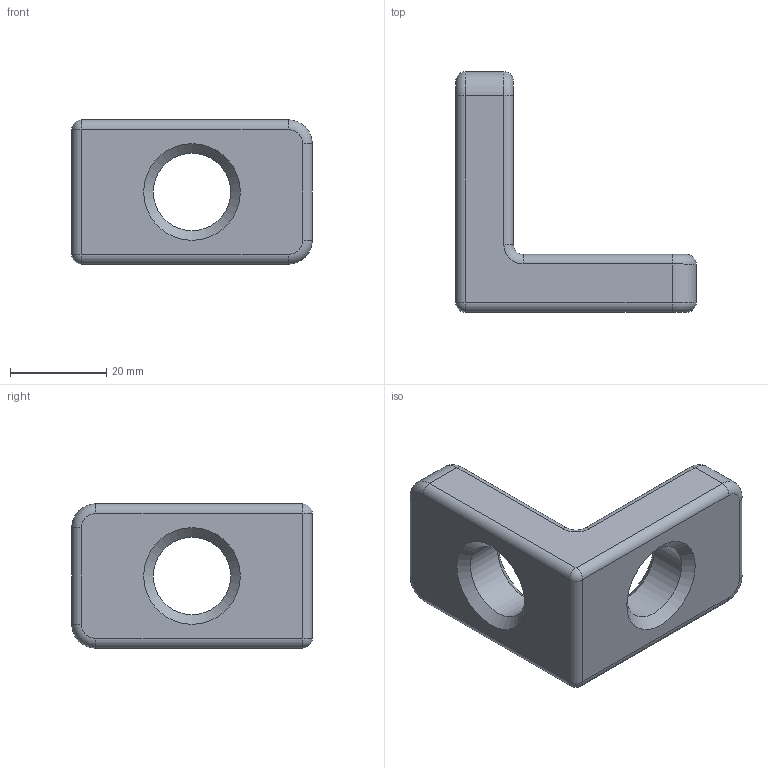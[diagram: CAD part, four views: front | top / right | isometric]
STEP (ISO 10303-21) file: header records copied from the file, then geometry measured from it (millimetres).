
FILE_DESCRIPTION(('Open CASCADE Model'),'2;1');
FILE_NAME('Open CASCADE Shape Model','2024-05-07T15:14:10',('Author'),( 'Open CASCADE'),'Open CASCADE STEP processor 7.5','Open CASCADE 7.5' ,'Unknown');
FILE_SCHEMA(('AUTOMOTIVE_DESIGN { 1 0 10303 214 1 1 1 1 }'));
Length unit declared in the file: metre
Products named in the file (1): Open CASCADE STEP translator 7.5 1
Bounding box: 50 x 50 x 30 mm (x, y, z)
Volume: 25715.7 mm3; surface area: 7706.9 mm2
Topology: 1 solids, 1 shells, 44 faces, 99 edges, 57 vertices
Faces by surface type: cylinder 20, torus 10, plane 8, cone 4, sphere 2
Full cylindrical faces by diameter (mm): 16.1 x2
Entity records: 2658 total; most frequent: CARTESIAN_POINT 555, DIRECTION 431, LINE 214, VECTOR 214, ORIENTED_EDGE 198, PCURVE 198, DEFINITIONAL_REPRESENTATION 198, AXIS2_PLACEMENT_3D 102
